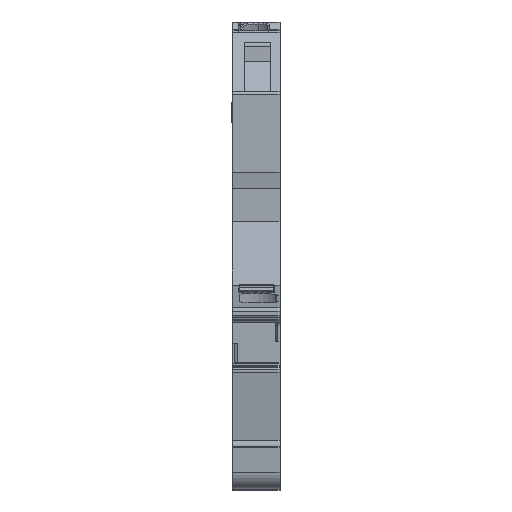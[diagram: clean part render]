
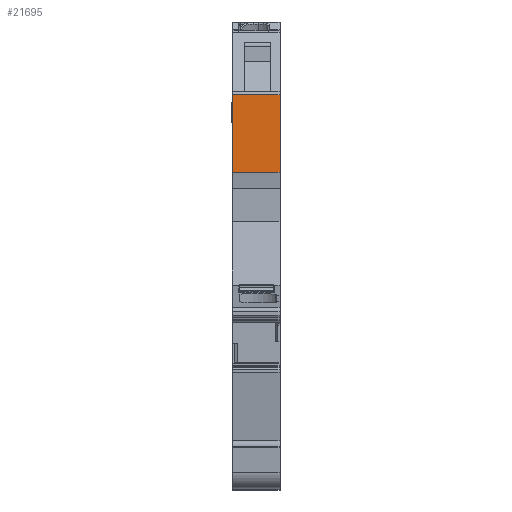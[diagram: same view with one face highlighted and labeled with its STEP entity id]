
A CAD part, front view. The second image highlights one B-rep face of the part: STEP entity #21695.
In plain terms, the highlighted planar face has unit normal (0, -1, 0).
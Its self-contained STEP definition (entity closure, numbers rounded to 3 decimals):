
#21682=AXIS2_PLACEMENT_3D('Plane Axis2P3D',#21679,#21680,#21681) ;
#9714=CARTESIAN_POINT('Vertex',(5.1,11.876,42.41)) ;
#9717=CARTESIAN_POINT('Line Origine',(5.1,11.876,38.257)) ;
#9721=CARTESIAN_POINT('Vertex',(5.1,11.876,34.105)) ;
#10443=CARTESIAN_POINT('Vertex',(0.05,11.876,34.105)) ;
#10446=CARTESIAN_POINT('Line Origine',(0.05,11.876,38.257)) ;
#10450=CARTESIAN_POINT('Vertex',(0.05,11.876,42.41)) ;
#21666=CARTESIAN_POINT('Line Origine',(2.55,11.876,42.41)) ;
#21679=CARTESIAN_POINT('Axis2P3D Location',(0.,11.876,34.105)) ;
#21684=CARTESIAN_POINT('Line Origine',(2.575,11.876,34.105)) ;
#9718=DIRECTION('Vector Direction',(0.,0.,1.)) ;
#10447=DIRECTION('Vector Direction',(0.,0.,1.)) ;
#21667=DIRECTION('Vector Direction',(1.,0.,0.)) ;
#21680=DIRECTION('Axis2P3D Direction',(0.,1.,0.)) ;
#21681=DIRECTION('Axis2P3D XDirection',(0.,0.,1.)) ;
#21685=DIRECTION('Vector Direction',(1.,0.,0.)) ;
#9719=VECTOR('Line Direction',#9718,1.) ;
#10448=VECTOR('Line Direction',#10447,1.) ;
#21668=VECTOR('Line Direction',#21667,1.) ;
#21686=VECTOR('Line Direction',#21685,1.) ;
#21690=ORIENTED_EDGE('',*,*,#10452,.F.) ;
#21691=ORIENTED_EDGE('',*,*,#21688,.T.) ;
#21692=ORIENTED_EDGE('',*,*,#9723,.T.) ;
#21693=ORIENTED_EDGE('',*,*,#21670,.F.) ;
#21695=ADVANCED_FACE('MLD_AITB_2-5',(#21694),#21683,.F.) ;
#9723=EDGE_CURVE('',#9722,#9715,#9720,.T.) ;
#10452=EDGE_CURVE('',#10444,#10451,#10449,.T.) ;
#21670=EDGE_CURVE('',#10451,#9715,#21669,.T.) ;
#21688=EDGE_CURVE('',#10444,#9722,#21687,.T.) ;
#21689=EDGE_LOOP('',(#21690,#21691,#21692,#21693)) ;
#21694=FACE_OUTER_BOUND('',#21689,.T.) ;
#9720=LINE('Line',#9717,#9719) ;
#10449=LINE('Line',#10446,#10448) ;
#21669=LINE('Line',#21666,#21668) ;
#21687=LINE('Line',#21684,#21686) ;
#21683=PLANE('',#21682) ;
#9715=VERTEX_POINT('',#9714) ;
#9722=VERTEX_POINT('',#9721) ;
#10444=VERTEX_POINT('',#10443) ;
#10451=VERTEX_POINT('',#10450) ;
